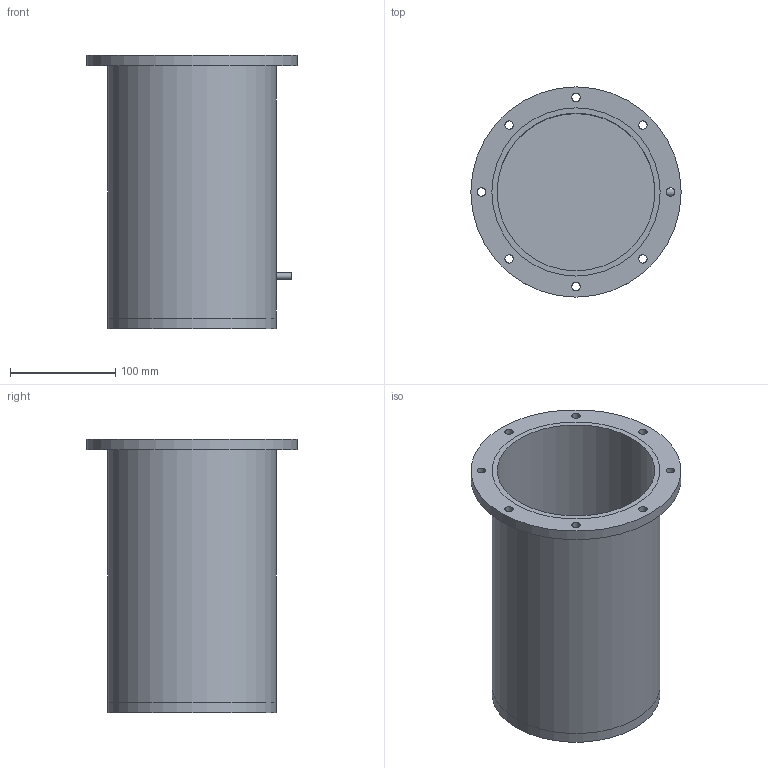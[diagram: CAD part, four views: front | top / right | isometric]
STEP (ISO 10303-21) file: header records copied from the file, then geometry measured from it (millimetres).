
FILE_DESCRIPTION(('FreeCAD Model'),'2;1');
FILE_NAME('Open CASCADE Shape Model','2025-03-07T23:27:49',('Author'),( ''),'Open CASCADE STEP processor 7.8','FreeCAD','Unknown');
FILE_SCHEMA(('AUTOMOTIVE_DESIGN { 1 0 10303 214 1 1 1 1 }'));
Length unit declared in the file: millimetre
Products named in the file (1): Fusion005
Bounding box: 200 x 200 x 260 mm (x, y, z)
Volume: 918903.9 mm3; surface area: 314393.1 mm2
Topology: 2 solids, 2 shells, 23 faces, 59 edges, 40 vertices
Faces by surface type: cylinder 15, plane 8
Full cylindrical faces by diameter (mm): 5 x2, 6.35 x1, 8 x8, 150 x1, 160 x2, 200 x1
Entity records: 892 total; most frequent: CARTESIAN_POINT 237, DIRECTION 133, ORIENTED_EDGE 118, EDGE_CURVE 59, AXIS2_PLACEMENT_3D 56, FACE_BOUND 43, EDGE_LOOP 43, VERTEX_POINT 40
